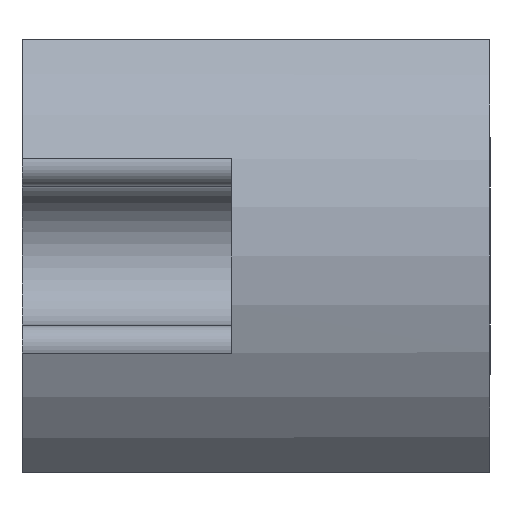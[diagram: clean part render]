
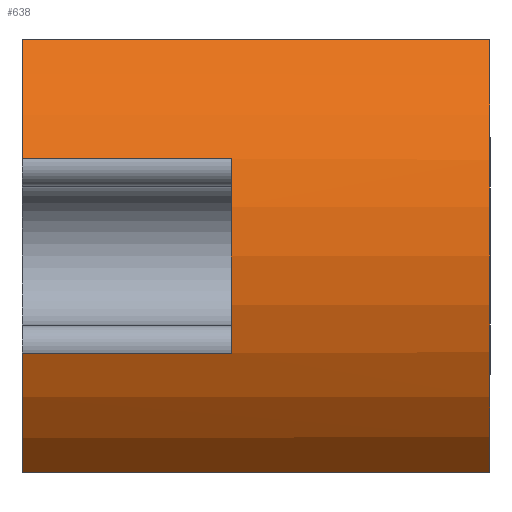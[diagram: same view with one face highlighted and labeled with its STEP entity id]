
A CAD part, left-side view. The second image highlights one B-rep face of the part: STEP entity #638.
In plain terms, the highlighted cylindrical face has radius 10.541 mm (diameter 21.082 mm), a partial arc.
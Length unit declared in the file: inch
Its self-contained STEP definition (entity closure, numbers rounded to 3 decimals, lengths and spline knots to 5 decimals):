
#15 = VERTEX_POINT ( 'NONE', #370 ) ;
#30 = AXIS2_PLACEMENT_3D ( 'NONE', #955, #470, #1038 ) ;
#39 = LINE ( 'NONE', #745, #226 ) ;
#58 = LINE ( 'NONE', #524, #210 ) ;
#73 = EDGE_CURVE ( 'NONE', #1011, #656, #58, .T. ) ;
#103 = AXIS2_PLACEMENT_3D ( 'NONE', #435, #831, #268 ) ;
#108 = VECTOR ( 'NONE', #914, 39.37008 ) ;
#118 = LINE ( 'NONE', #662, #935 ) ;
#134 = CARTESIAN_POINT ( 'NONE',  ( -0.27307, 0.675, -0.3125 ) ) ;
#139 = DIRECTION ( 'NONE',  ( 0., 0., -1. ) ) ;
#150 = FACE_OUTER_BOUND ( 'NONE', #464, .T. ) ;
#158 = CIRCLE ( 'NONE', #103, 0.415 ) ;
#159 = EDGE_CURVE ( 'NONE', #603, #15, #257, .T. ) ;
#166 = ORIENTED_EDGE ( 'NONE', *, *, #412, .F. ) ;
#210 = VECTOR ( 'NONE', #213, 39.37008 ) ;
#213 = DIRECTION ( 'NONE',  ( 0., 1., 0. ) ) ;
#226 = VECTOR ( 'NONE', #334, 39.37008 ) ;
#233 = CARTESIAN_POINT ( 'NONE',  ( -0.39063, 0.675, -0.14013 ) ) ;
#235 = EDGE_CURVE ( 'NONE', #582, #656, #801, .T. ) ;
#246 = DIRECTION ( 'NONE',  ( 0., 0., -1. ) ) ;
#257 = CIRCLE ( 'NONE', #560, 0.415 ) ;
#260 = DIRECTION ( 'NONE',  ( 0., -1., 0. ) ) ;
#263 = CARTESIAN_POINT ( 'NONE',  ( -0.39063, 0.675, 0.14013 ) ) ;
#264 = ORIENTED_EDGE ( 'NONE', *, *, #397, .T. ) ;
#268 = DIRECTION ( 'NONE',  ( 0., 0., 1. ) ) ;
#276 = ORIENTED_EDGE ( 'NONE', *, *, #73, .T. ) ;
#296 = DIRECTION ( 'NONE',  ( 0., -1., 0. ) ) ;
#299 = VERTEX_POINT ( 'NONE', #507 ) ;
#315 = ORIENTED_EDGE ( 'NONE', *, *, #759, .T. ) ;
#319 = DIRECTION ( 'NONE',  ( 0., 1., 0. ) ) ;
#334 = DIRECTION ( 'NONE',  ( 0., -1., 0. ) ) ;
#342 = ORIENTED_EDGE ( 'NONE', *, *, #499, .T. ) ;
#352 = EDGE_CURVE ( 'NONE', #571, #299, #158, .T. ) ;
#370 = CARTESIAN_POINT ( 'NONE',  ( -0.27307, 0., 0.3125 ) ) ;
#397 = EDGE_CURVE ( 'NONE', #571, #443, #679, .T. ) ;
#412 = EDGE_CURVE ( 'NONE', #299, #15, #118, .T. ) ;
#424 = AXIS2_PLACEMENT_3D ( 'NONE', #796, #553, #246 ) ;
#435 = CARTESIAN_POINT ( 'NONE',  ( 0., 0.675, 0. ) ) ;
#443 = VERTEX_POINT ( 'NONE', #450 ) ;
#448 = ORIENTED_EDGE ( 'NONE', *, *, #235, .F. ) ;
#450 = CARTESIAN_POINT ( 'NONE',  ( -0.39063, 0.373, 0.14013 ) ) ;
#464 = EDGE_LOOP ( 'NONE', ( #342, #276, #448, #315, #598, #166, #586, #264 ) ) ;
#470 = DIRECTION ( 'NONE',  ( 0., 1., 0. ) ) ;
#491 = DIRECTION ( 'NONE',  ( 0., 0., 1. ) ) ;
#499 = EDGE_CURVE ( 'NONE', #443, #1011, #731, .T. ) ;
#507 = CARTESIAN_POINT ( 'NONE',  ( -0.27307, 0.675, 0.3125 ) ) ;
#517 = CARTESIAN_POINT ( 'NONE',  ( -0.39063, 0.373, -0.14013 ) ) ;
#524 = CARTESIAN_POINT ( 'NONE',  ( -0.39063, 0.675, -0.14013 ) ) ;
#535 = CARTESIAN_POINT ( 'NONE',  ( -0.39063, 0.675, 0.14013 ) ) ;
#553 = DIRECTION ( 'NONE',  ( 0., -1., 0. ) ) ;
#560 = AXIS2_PLACEMENT_3D ( 'NONE', #810, #319, #491 ) ;
#571 = VERTEX_POINT ( 'NONE', #535 ) ;
#582 = VERTEX_POINT ( 'NONE', #134 ) ;
#586 = ORIENTED_EDGE ( 'NONE', *, *, #352, .F. ) ;
#598 = ORIENTED_EDGE ( 'NONE', *, *, #159, .T. ) ;
#603 = VERTEX_POINT ( 'NONE', #649 ) ;
#608 = AXIS2_PLACEMENT_3D ( 'NONE', #686, #296, #139 ) ;
#638 = ADVANCED_FACE ( 'NONE', ( #150 ), #728, .T. ) ;
#649 = CARTESIAN_POINT ( 'NONE',  ( -0.27307, 0., -0.3125 ) ) ;
#656 = VERTEX_POINT ( 'NONE', #233 ) ;
#662 = CARTESIAN_POINT ( 'NONE',  ( -0.27307, 0.675, 0.3125 ) ) ;
#679 = LINE ( 'NONE', #263, #108 ) ;
#686 = CARTESIAN_POINT ( 'NONE',  ( 0., 0.373, 0. ) ) ;
#728 = CYLINDRICAL_SURFACE ( 'NONE', #424, 0.415 ) ;
#731 = CIRCLE ( 'NONE', #608, 0.415 ) ;
#745 = CARTESIAN_POINT ( 'NONE',  ( -0.27307, 0.675, -0.3125 ) ) ;
#759 = EDGE_CURVE ( 'NONE', #582, #603, #39, .T. ) ;
#796 = CARTESIAN_POINT ( 'NONE',  ( 0., 0.675, 0. ) ) ;
#801 = CIRCLE ( 'NONE', #30, 0.415 ) ;
#810 = CARTESIAN_POINT ( 'NONE',  ( 0., 0., 0. ) ) ;
#831 = DIRECTION ( 'NONE',  ( 0., 1., 0. ) ) ;
#914 = DIRECTION ( 'NONE',  ( 0., -1., 0. ) ) ;
#935 = VECTOR ( 'NONE', #260, 39.37008 ) ;
#955 = CARTESIAN_POINT ( 'NONE',  ( 0., 0.675, 0. ) ) ;
#1011 = VERTEX_POINT ( 'NONE', #517 ) ;
#1038 = DIRECTION ( 'NONE',  ( 0., 0., 1. ) ) ;
